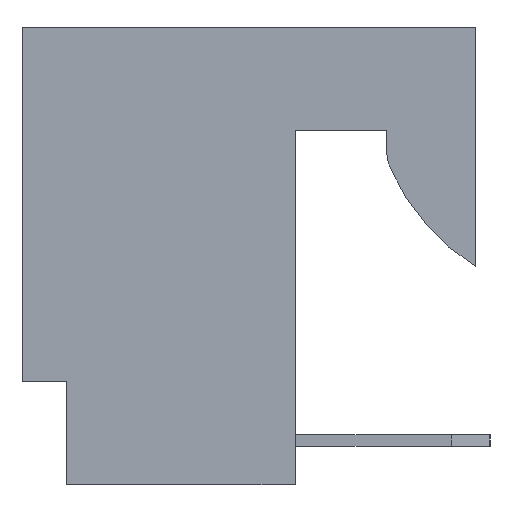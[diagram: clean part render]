
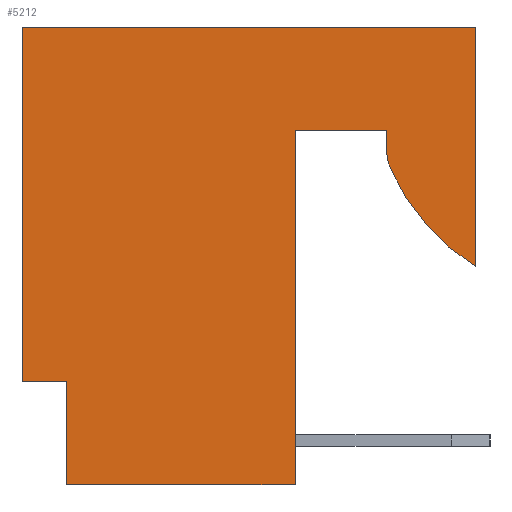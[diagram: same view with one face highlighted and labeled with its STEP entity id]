
A CAD part, left-side view. The second image highlights one B-rep face of the part: STEP entity #5212.
In plain terms, the highlighted planar face has unit normal (-1, 0, 0).
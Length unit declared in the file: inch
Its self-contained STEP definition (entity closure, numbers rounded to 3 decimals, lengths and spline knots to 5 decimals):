
#1=DIRECTION('',(0.,0.,-1.));
#2=VECTOR('',#1,0.16208);
#3=CARTESIAN_POINT('',(-0.348,0.,0.));
#4=LINE('',#3,#2);
#5=CARTESIAN_POINT('',(-0.348,-0.0797,-0.035));
#6=DIRECTION('',(1.,0.,0.));
#7=DIRECTION('',(0.,0.531,-0.847));
#8=AXIS2_PLACEMENT_3D('',#5,#6,#7);
#10=CARTESIAN_POINT('',(-0.348,0.03,-0.08365));
#11=DIRECTION('',(1.,0.,0.));
#12=DIRECTION('',(0.,0.914,-0.405));
#13=AXIS2_PLACEMENT_3D('',#10,#11,#12);
#15=DIRECTION('',(0.,0.,1.));
#16=VECTOR('',#15,0.01365);
#17=CARTESIAN_POINT('',(-0.348,0.06,-0.08365));
#18=LINE('',#17,#16);
#19=DIRECTION('',(0.,1.,0.));
#20=VECTOR('',#19,0.062);
#21=CARTESIAN_POINT('',(-0.348,0.06,-0.07));
#22=LINE('',#21,#20);
#23=DIRECTION('',(0.,0.,-1.));
#24=VECTOR('',#23,0.24);
#25=CARTESIAN_POINT('',(-0.348,0.122,-0.07));
#26=LINE('',#25,#24);
#27=DIRECTION('',(0.,1.,0.));
#28=VECTOR('',#27,0.155);
#29=CARTESIAN_POINT('',(-0.348,0.122,-0.31));
#30=LINE('',#29,#28);
#31=DIRECTION('',(0.,0.,1.));
#32=VECTOR('',#31,0.07);
#33=CARTESIAN_POINT('',(-0.348,0.277,-0.31));
#34=LINE('',#33,#32);
#35=DIRECTION('',(0.,1.,0.));
#36=VECTOR('',#35,0.03);
#37=CARTESIAN_POINT('',(-0.348,0.277,-0.24));
#38=LINE('',#37,#36);
#39=DIRECTION('',(0.,0.,1.));
#40=VECTOR('',#39,0.24);
#41=CARTESIAN_POINT('',(-0.348,0.307,-0.24));
#42=LINE('',#41,#40);
#43=DIRECTION('',(0.,-1.,0.));
#44=VECTOR('',#43,0.307);
#45=CARTESIAN_POINT('',(-0.348,0.307,0.));
#46=LINE('',#45,#44);
#3943=CARTESIAN_POINT('',(-0.348,0.,0.));
#3944=CARTESIAN_POINT('',(-0.348,0.,-0.16208));
#3945=VERTEX_POINT('',#3943);
#3946=VERTEX_POINT('',#3944);
#3947=CARTESIAN_POINT('',(-0.348,0.06,-0.07));
#3948=CARTESIAN_POINT('',(-0.348,0.122,-0.07));
#3949=VERTEX_POINT('',#3947);
#3950=VERTEX_POINT('',#3948);
#3951=CARTESIAN_POINT('',(-0.348,0.122,-0.31));
#3952=VERTEX_POINT('',#3951);
#3953=CARTESIAN_POINT('',(-0.348,0.277,-0.31));
#3954=VERTEX_POINT('',#3953);
#3955=CARTESIAN_POINT('',(-0.348,0.277,-0.24));
#3956=VERTEX_POINT('',#3955);
#3957=CARTESIAN_POINT('',(-0.348,0.307,-0.24));
#3958=VERTEX_POINT('',#3957);
#3959=CARTESIAN_POINT('',(-0.348,0.307,0.));
#3960=VERTEX_POINT('',#3959);
#4143=CARTESIAN_POINT('',(-0.348,0.05742,-0.09581));
#4144=VERTEX_POINT('',#4143);
#4145=CARTESIAN_POINT('',(-0.348,0.06,-0.08365));
#4146=VERTEX_POINT('',#4145);
#5183=CARTESIAN_POINT('',(-0.348,0.,0.));
#5184=DIRECTION('',(1.,0.,0.));
#5185=DIRECTION('',(0.,0.,-1.));
#5186=AXIS2_PLACEMENT_3D('',#5183,#5184,#5185);
#5187=PLANE('',#5186);
#5189=ORIENTED_EDGE('',*,*,#5188,.T.);
#5191=ORIENTED_EDGE('',*,*,#5190,.T.);
#5193=ORIENTED_EDGE('',*,*,#5192,.T.);
#5195=ORIENTED_EDGE('',*,*,#5194,.T.);
#5197=ORIENTED_EDGE('',*,*,#5196,.T.);
#5199=ORIENTED_EDGE('',*,*,#5198,.T.);
#5201=ORIENTED_EDGE('',*,*,#5200,.T.);
#5203=ORIENTED_EDGE('',*,*,#5202,.T.);
#5205=ORIENTED_EDGE('',*,*,#5204,.T.);
#5207=ORIENTED_EDGE('',*,*,#5206,.T.);
#5209=ORIENTED_EDGE('',*,*,#5208,.T.);
#5210=EDGE_LOOP('',(#5189,#5191,#5193,#5195,#5197,#5199,#5201,#5203,#5205,#5207,
#5209));
#5211=FACE_OUTER_BOUND('',#5210,.F.);
#5212=ADVANCED_FACE('',(#5211),#5187,.F.);
#9=CIRCLE('',#8,0.15);
#14=CIRCLE('',#13,0.03);
#5188=EDGE_CURVE('',#3945,#3946,#4,.T.);
#5190=EDGE_CURVE('',#3946,#4144,#9,.T.);
#5192=EDGE_CURVE('',#4144,#4146,#14,.T.);
#5194=EDGE_CURVE('',#4146,#3949,#18,.T.);
#5196=EDGE_CURVE('',#3949,#3950,#22,.T.);
#5198=EDGE_CURVE('',#3950,#3952,#26,.T.);
#5200=EDGE_CURVE('',#3952,#3954,#30,.T.);
#5202=EDGE_CURVE('',#3954,#3956,#34,.T.);
#5204=EDGE_CURVE('',#3956,#3958,#38,.T.);
#5206=EDGE_CURVE('',#3958,#3960,#42,.T.);
#5208=EDGE_CURVE('',#3960,#3945,#46,.T.);
